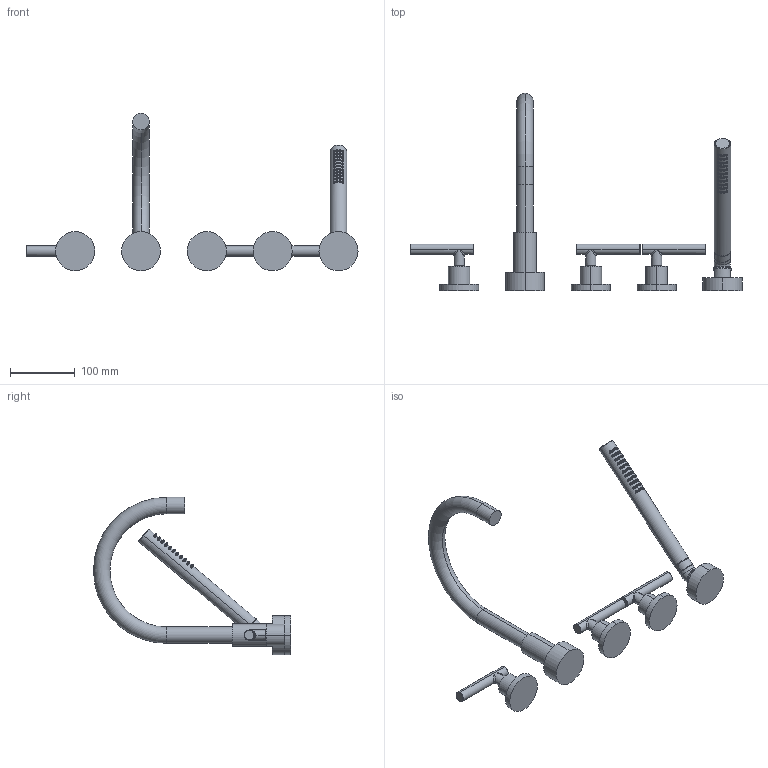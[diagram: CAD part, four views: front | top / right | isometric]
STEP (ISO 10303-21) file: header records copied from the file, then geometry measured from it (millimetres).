
FILE_DESCRIPTION((''),'2;1');
FILE_NAME('3-997L','2021-03-16T14:39:47',('jinson.thomas'),(''),'CREO PARAMETRIC BY PTC INC, 2018400','CREO PARAMETRIC BY PTC INC, 2018400','');
FILE_SCHEMA(('CONFIG_CONTROL_DESIGN'));
Length unit declared in the file: inch
Products named in the file (1): 3-997L
Bounding box: 512.48 x 304.23 x 242.89 mm (x, y, z)
Volume: 779742 mm3; surface area: 136507.9 mm2
Topology: 6 solids, 6 shells, 870 faces, 1872 edges, 1116 vertices
Faces by surface type: bspline 548, cylinder 255, plane 37, torus 18, cone 12
Entity records: 83993 total; most frequent: CARTESIAN_POINT 68977, ORIENTED_EDGE 3744, EDGE_CURVE 1872, DIRECTION 1750, VERTEX_POINT 1116, B_SPLINE_CURVE_WITH_KNOTS 1078, EDGE_LOOP 972, FACE_OUTER_BOUND 870
